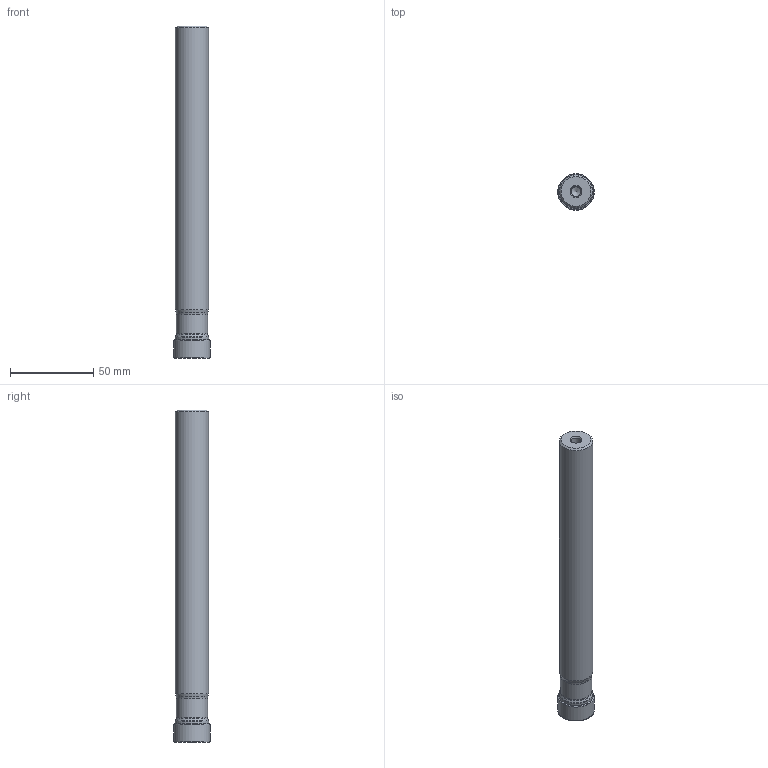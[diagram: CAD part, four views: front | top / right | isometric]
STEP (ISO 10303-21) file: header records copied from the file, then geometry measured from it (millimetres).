
FILE_DESCRIPTION(/* description */ (''),/* implementation_level */ '2;1');
FILE_NAME(/* name */ '202750656ndi000_00.stp',/* time_stamp */ '2019-12-11T10:44:35+01:00',/* author */ (''),/* organization */ (''),/* preprocessor_version */ 'ST-DEVELOPER v16.7',/* originating_system */ 'SIEMENS PLM Software NX 12.0',/* authorisation */ '');
FILE_SCHEMA (('AUTOMOTIVE_DESIGN { 1 0 10303 214 3 1 1 1 }'));
Length unit declared in the file: millimetre
Products named in the file (1): mp5442488475cbi7
Bounding box: 21.95 x 21.95 x 200 mm (x, y, z)
Volume: 60842.2 mm3; surface area: 17724.3 mm2
Topology: 2 solids, 2 shells, 41 faces, 85 edges, 47 vertices
Faces by surface type: revolution 19, cone 9, torus 6, cylinder 4, plane 3
Full cylindrical faces by diameter (mm): 6 x1, 18.755 x1, 20 x1, 20.355 x1
Entity records: 1052 total; most frequent: CARTESIAN_POINT 314, DIRECTION 145, FACE_BOUND 80, EDGE_LOOP 80, ORIENTED_EDGE 80, AXIS2_PLACEMENT_3D 63, ADVANCED_FACE 41, VERTEX_POINT 41
